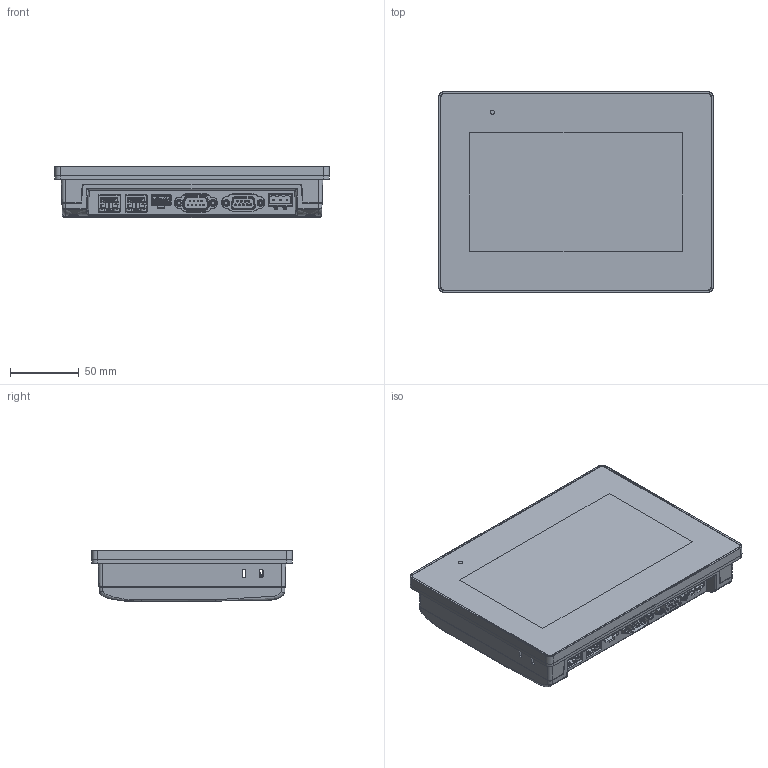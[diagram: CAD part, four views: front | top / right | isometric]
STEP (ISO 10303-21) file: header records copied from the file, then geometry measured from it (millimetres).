
FILE_DESCRIPTION (( 'STEP AP214' ), '1' );
FILE_NAME ('cMT3072XP.STEP', '2023-12-12T10:01:25', ( '' ), ( '' ), 'SwSTEP 2.0', 'SolidWorks 2019', '' );
FILE_SCHEMA (( 'AUTOMOTIVE_DESIGN' ));
Length unit declared in the file: millimetre
Products named in the file (15): FEZ807010_120820; FEB378X20_230905; 5EHDRC-XXP; DN6902040; FS103008W; J099110351-Y-G; FECBP5C10_201130; led-7吋; PX30 V4.2-PCBA-230905; D-SUB (F); cMT3072XP; RZ0280212; D-SUB (M); 鍵創CTP-230727; FEFC72P10-230925
Assembly tree (18 placements, depth 3):
  cMT3072XP
    FEFC72P10-230925
    FEZ807010_120820
    鍵創CTP-230727
    led-7吋
    PX30 V4.2-PCBA-230905
      5EHDRC-XXP
      D-SUB (F)
      D-SUB (M)
      DN6902040
      J099110351-Y-G  x2
    FEB378X20_230905
    RZ0280212
    FECBP5C10_201130
    FS103008W  x4
Bounding box: 200.4 x 146.5 x 37.3 mm (x, y, z)
Volume: 227869.9 mm3; surface area: 282686.4 mm2
Topology: 24 solids, 82 shells, 4647 faces, 13805 edges, 9206 vertices
Faces by surface type: plane 3044, cylinder 848, bspline 485, cone 156, torus 99, sphere 15
Full cylindrical faces by diameter (mm): 0.05 x4, 0.221 x1, 0.289 x2, 0.325 x2, 0.518 x1, 0.6 x9, 0.7 x2, 0.8 x9, 0.9 x9, 1 x15, 2.6 x6, 2.72 x18, 2.845 x4, 3 x5, 3.2 x2, 3.6 x2, 3.7 x2, 5 x1, 5.185 x4, 20 x1
Entity records: 178758 total; most frequent: CARTESIAN_POINT 65779, ORIENTED_EDGE 22305, DIRECTION 17410, EDGE_CURVE 11515, VERTEX_POINT 7722, LINE 7622, VECTOR 7622, AXIS2_PLACEMENT_3D 4894
